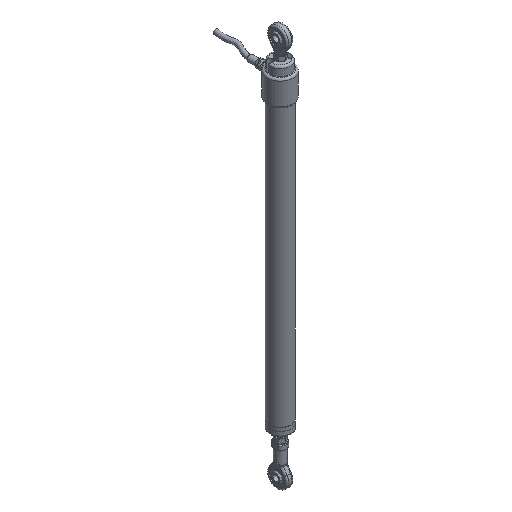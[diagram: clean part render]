
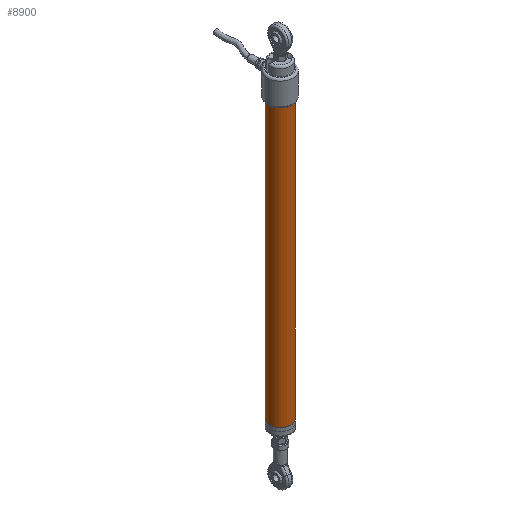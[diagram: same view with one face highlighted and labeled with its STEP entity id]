
A CAD part, isometric view. The second image highlights one B-rep face of the part: STEP entity #8900.
In plain terms, the highlighted cylindrical face has radius 9.5 mm (diameter 19 mm), a full revolution.
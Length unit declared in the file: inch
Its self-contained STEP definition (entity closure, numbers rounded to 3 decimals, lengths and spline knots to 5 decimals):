
#166 = DIRECTION ( 'NONE',  ( 0., 0., 1. ) ) ;
#332 = CARTESIAN_POINT ( 'NONE',  ( 0., 0., -10.19685 ) ) ;
#1192 = EDGE_CURVE ( 'NONE', #16759, #16759, #12018, .T. ) ;
#1701 = FACE_OUTER_BOUND ( 'NONE', #7053, .T. ) ;
#2126 = AXIS2_PLACEMENT_3D ( 'NONE', #10592, #166, #6821 ) ;
#3660 = EDGE_CURVE ( 'NONE', #5432, #5432, #5870, .T. ) ;
#4033 = AXIS2_PLACEMENT_3D ( 'NONE', #8946, #16521, #6162 ) ;
#5432 = VERTEX_POINT ( 'NONE', #17649 ) ;
#5870 = CIRCLE ( 'NONE', #4033, 0.37402 ) ;
#6052 = EDGE_LOOP ( 'NONE', ( #18118 ) ) ;
#6162 = DIRECTION ( 'NONE',  ( 1., 0., 0. ) ) ;
#6821 = DIRECTION ( 'NONE',  ( 1., 0., 0. ) ) ;
#7053 = EDGE_LOOP ( 'NONE', ( #18666 ) ) ;
#8680 = FACE_OUTER_BOUND ( 'NONE', #6052, .T. ) ;
#8900 = ADVANCED_FACE ( 'NONE', ( #1701, #8680 ), #15642, .T. ) ;
#8946 = CARTESIAN_POINT ( 'NONE',  ( 0., 0., -10.19685 ) ) ;
#10592 = CARTESIAN_POINT ( 'NONE',  ( 0., 0., 0. ) ) ;
#12018 = CIRCLE ( 'NONE', #2126, 0.37402 ) ;
#12879 = DIRECTION ( 'NONE',  ( 0., 0., 1. ) ) ;
#13332 = CARTESIAN_POINT ( 'NONE',  ( 0.37402, 0., 0. ) ) ;
#15642 = CYLINDRICAL_SURFACE ( 'NONE', #19506, 0.37402 ) ;
#16521 = DIRECTION ( 'NONE',  ( 0., 0., 1. ) ) ;
#16759 = VERTEX_POINT ( 'NONE', #13332 ) ;
#17649 = CARTESIAN_POINT ( 'NONE',  ( 0.37402, 0., -10.19685 ) ) ;
#18118 = ORIENTED_EDGE ( 'NONE', *, *, #1192, .F. ) ;
#18666 = ORIENTED_EDGE ( 'NONE', *, *, #3660, .T. ) ;
#19506 = AXIS2_PLACEMENT_3D ( 'NONE', #332, #12879, #21094 ) ;
#21094 = DIRECTION ( 'NONE',  ( 1., 0., 0. ) ) ;
